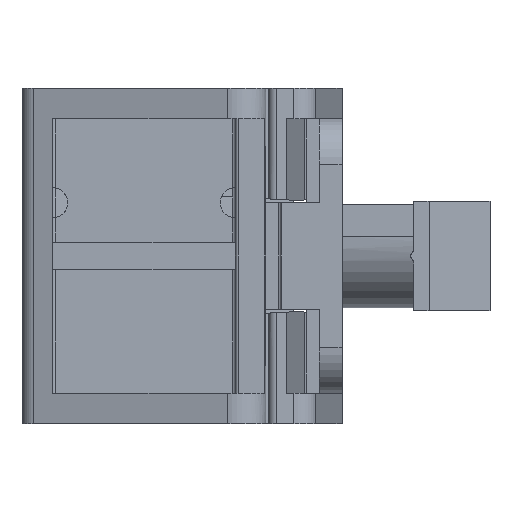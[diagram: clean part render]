
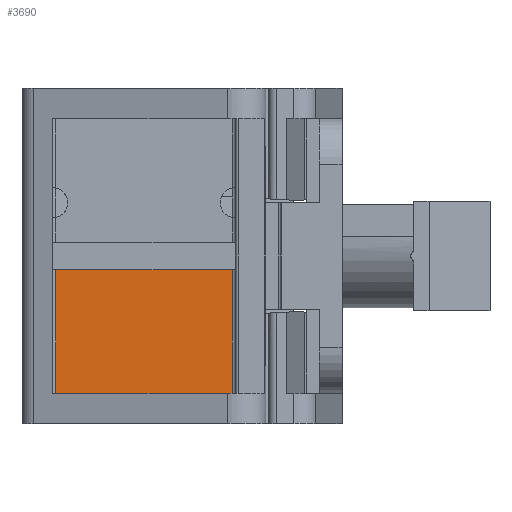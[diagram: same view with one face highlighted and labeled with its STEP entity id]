
A CAD part, left-side view. The second image highlights one B-rep face of the part: STEP entity #3690.
In plain terms, the highlighted planar face has unit normal (-1, 0, 0).
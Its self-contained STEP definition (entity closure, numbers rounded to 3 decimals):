
#746=ORIENTED_EDGE('',*,*,#1535,.F.);
#747=ORIENTED_EDGE('',*,*,#1543,.T.);
#748=ORIENTED_EDGE('',*,*,#1544,.T.);
#749=ORIENTED_EDGE('',*,*,#1545,.F.);
#1535=EDGE_CURVE('',#1977,#1978,#2396,.T.);
#1543=EDGE_CURVE('',#1977,#1983,#2401,.T.);
#1544=EDGE_CURVE('',#1983,#1984,#2402,.T.);
#1545=EDGE_CURVE('',#1978,#1984,#2403,.T.);
#1977=VERTEX_POINT('',#5709);
#1978=VERTEX_POINT('',#5711);
#1983=VERTEX_POINT('',#5726);
#1984=VERTEX_POINT('',#5728);
#2396=LINE('',#5710,#2867);
#2401=LINE('',#5725,#2872);
#2402=LINE('',#5727,#2873);
#2403=LINE('',#5729,#2874);
#2867=VECTOR('',#4629,1000.);
#2872=VECTOR('',#4644,1000.);
#2873=VECTOR('',#4645,1000.);
#2874=VECTOR('',#4646,1000.);
#3146=EDGE_LOOP('',(#746,#747,#748,#749));
#3339=FACE_BOUND('',#3146,.T.);
#3516=PLANE('',#3942);
#3690=ADVANCED_FACE('',(#3339),#3516,.T.);
#3942=AXIS2_PLACEMENT_3D('',#5724,#4642,#4643);
#4629=DIRECTION('',(0.,0.,-1.));
#4642=DIRECTION('',(-1.,0.,0.));
#4643=DIRECTION('',(0.,0.,1.));
#4644=DIRECTION('',(0.,1.,0.));
#4645=DIRECTION('',(0.,0.,-1.));
#4646=DIRECTION('',(0.,1.,0.));
#5709=CARTESIAN_POINT('',(9.5,2.2,-0.9));
#5710=CARTESIAN_POINT('',(9.5,2.2,9.));
#5711=CARTESIAN_POINT('',(9.5,2.2,-9.));
#5724=CARTESIAN_POINT('',(9.5,2.2,9.));
#5725=CARTESIAN_POINT('',(9.5,2.,-0.9));
#5726=CARTESIAN_POINT('',(9.5,13.8,-0.9));
#5727=CARTESIAN_POINT('',(9.5,13.8,9.));
#5728=CARTESIAN_POINT('',(9.5,13.8,-9.));
#5729=CARTESIAN_POINT('',(9.5,2.2,-9.));
